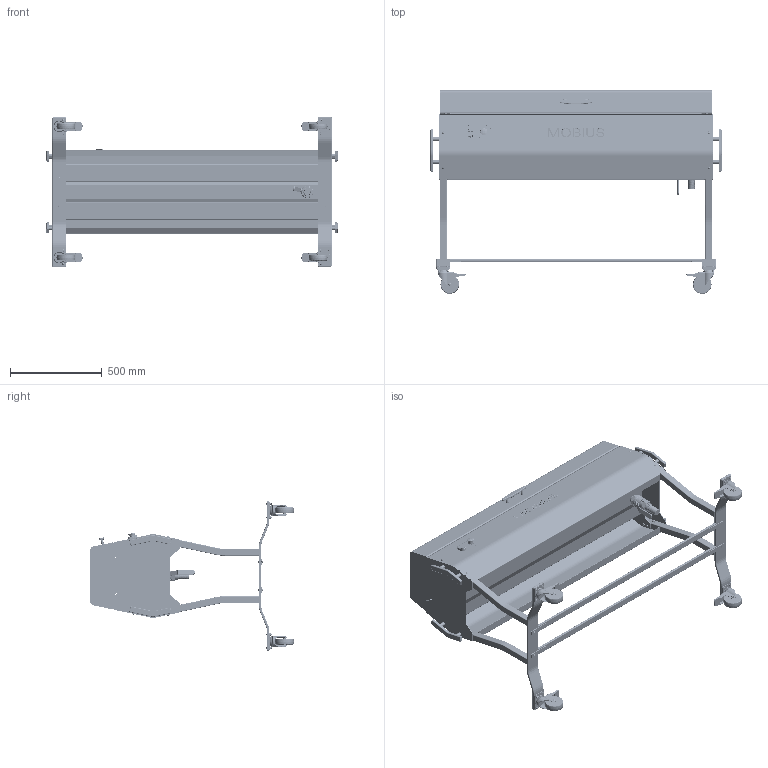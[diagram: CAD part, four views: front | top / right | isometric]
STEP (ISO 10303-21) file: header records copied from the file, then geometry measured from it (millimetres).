
FILE_DESCRIPTION (( 'STEP AP214' ), '1' );
FILE_NAME ('Automatic Tumbler and Brush Washer - 3D Model (STEP VER1.0).STEP', '2020-01-15T21:12:48', ( '' ), ( '' ), 'SwSTEP 2.0', 'SolidWorks 2019', '' );
FILE_SCHEMA (( 'AUTOMOTIVE_DESIGN' ));
Length unit declared in the file: inch
Products named in the file (1): Automatic Tumbler and Brush Washer - 3D Model (STEP VER1.0)
Bounding box: 1588.24 x 1110.12 x 817.04 mm (x, y, z)
Surface area: 9330299.2 mm2 (no closed solid volume)
Topology: 0 solids, 19 shells, 4988 faces, 12615 edges, 7902 vertices
Faces by surface type: plane 1792, cylinder 1469, cone 885, bspline 415, torus 303, sphere 124
Entity records: 407777 total; most frequent: CARTESIAN_POINT 244950, ORIENTED_EDGE 25098, DIRECTION 22397, EDGE_CURVE 12565, AXIS2_PLACEMENT_3D 8476, VERTEX_POINT 7882, LINE 5445, VECTOR 5445
